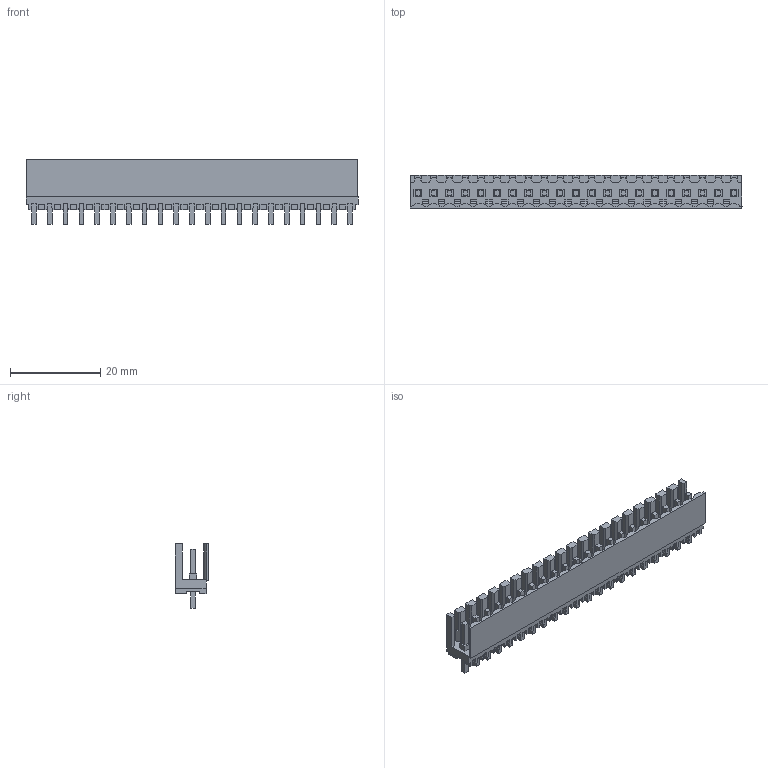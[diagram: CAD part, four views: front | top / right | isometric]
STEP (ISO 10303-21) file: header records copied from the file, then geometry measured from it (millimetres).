
FILE_DESCRIPTION(('CATIA V5 STEP Exchange','CAx-IF Rec.Pracs.--- Model Styling and Organization---1.2---2011-12-15'),'2;1');
FILE_NAME ('D1453672_0_1621440000_1621440000.stp','2018-03-12T07:19:21+00:00',('none'),('Weidmueller'),'CATIA Version 5-6 Release 2014','CATIA V5 STEP AP214','none');
FILE_SCHEMA(('AUTOMOTIVE_DESIGN { 1 0 10303 214 1 1 1 1 }'));
Length unit declared in the file: millimetre
Products named in the file (1): 1621440000
Bounding box: 73.5 x 7.45 x 14.25 mm (x, y, z)
Volume: 2333.7 mm3; surface area: 6543.4 mm2
Topology: 22 solids, 22 shells, 1245 faces, 3677 edges, 2517 vertices
Faces by surface type: plane 1224, cylinder 21
Entity records: 39068 total; most frequent: ORIENTED_EDGE 7354, CARTESIAN_POINT 6830, DIRECTION 4947, EDGE_CURVE 3677, VECTOR 3635, LINE 3635, VERTEX_POINT 2517, EDGE_LOOP 1328
